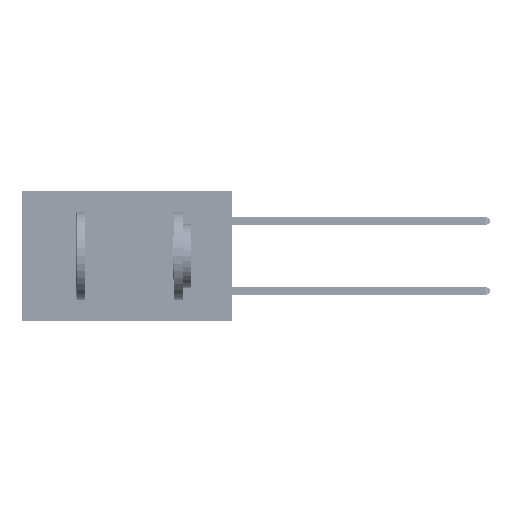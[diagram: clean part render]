
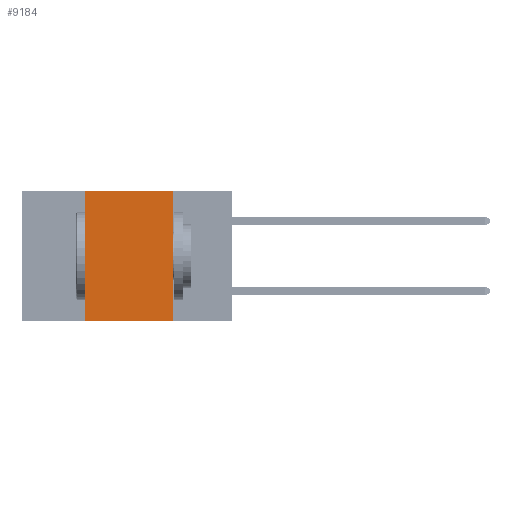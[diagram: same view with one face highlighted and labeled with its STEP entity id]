
A CAD part, left-side view. The second image highlights one B-rep face of the part: STEP entity #9184.
In plain terms, the highlighted planar face has unit normal (-1, 0, 0).
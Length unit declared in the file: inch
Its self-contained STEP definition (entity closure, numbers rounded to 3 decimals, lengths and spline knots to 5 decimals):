
#4005 = DIRECTION ( 'NONE',  ( 0., 0., -1. ) ) ;
#5411 = LINE ( 'NONE', #20407, #9044 ) ;
#6080 = VERTEX_POINT ( 'NONE', #17896 ) ;
#9044 = VECTOR ( 'NONE', #47193, 39.37008 ) ;
#9184 = ADVANCED_FACE ( 'NONE', ( #47993 ), #39473, .F. ) ;
#9432 = CARTESIAN_POINT ( 'NONE',  ( 0., 0.17, 0. ) ) ;
#12288 = DIRECTION ( 'NONE',  ( 0., 0., -1. ) ) ;
#13077 = DIRECTION ( 'NONE',  ( 0., -1., 0. ) ) ;
#13083 = EDGE_CURVE ( 'NONE', #6080, #49250, #32845, .T. ) ;
#15427 = AXIS2_PLACEMENT_3D ( 'NONE', #27564, #31909, #12288 ) ;
#15782 = VECTOR ( 'NONE', #4005, 39.37008 ) ;
#16947 = EDGE_CURVE ( 'NONE', #24815, #6080, #5411, .T. ) ;
#17896 = CARTESIAN_POINT ( 'NONE',  ( 0., 0.42, 0. ) ) ;
#19301 = EDGE_CURVE ( 'NONE', #49250, #45720, #48172, .T. ) ;
#20407 = CARTESIAN_POINT ( 'NONE',  ( 0., 0.42, 0. ) ) ;
#24815 = VERTEX_POINT ( 'NONE', #46498 ) ;
#27564 = CARTESIAN_POINT ( 'NONE',  ( 0., 0.6, 0. ) ) ;
#29193 = CARTESIAN_POINT ( 'NONE',  ( 0., 0.6, -0.37 ) ) ;
#29316 = EDGE_LOOP ( 'NONE', ( #38198, #41291, #48318, #44074 ) ) ;
#31406 = CARTESIAN_POINT ( 'NONE',  ( 0., 0.17, 0. ) ) ;
#31909 = DIRECTION ( 'NONE',  ( 1., 0., 0. ) ) ;
#32845 = LINE ( 'NONE', #35329, #36467 ) ;
#35329 = CARTESIAN_POINT ( 'NONE',  ( 0., 0.6, 0. ) ) ;
#36002 = DIRECTION ( 'NONE',  ( 0., -1., 0. ) ) ;
#36172 = VECTOR ( 'NONE', #13077, 39.37008 ) ;
#36467 = VECTOR ( 'NONE', #36002, 39.37008 ) ;
#37355 = LINE ( 'NONE', #29193, #36172 ) ;
#38198 = ORIENTED_EDGE ( 'NONE', *, *, #19301, .F. ) ;
#39473 = PLANE ( 'NONE',  #15427 ) ;
#39740 = CARTESIAN_POINT ( 'NONE',  ( 0., 0.17, -0.37 ) ) ;
#41291 = ORIENTED_EDGE ( 'NONE', *, *, #13083, .F. ) ;
#41897 = EDGE_CURVE ( 'NONE', #24815, #45720, #37355, .T. ) ;
#44074 = ORIENTED_EDGE ( 'NONE', *, *, #41897, .T. ) ;
#45720 = VERTEX_POINT ( 'NONE', #39740 ) ;
#46498 = CARTESIAN_POINT ( 'NONE',  ( 0., 0.42, -0.37 ) ) ;
#47193 = DIRECTION ( 'NONE',  ( 0., 0., 1. ) ) ;
#47993 = FACE_OUTER_BOUND ( 'NONE', #29316, .T. ) ;
#48172 = LINE ( 'NONE', #31406, #15782 ) ;
#48318 = ORIENTED_EDGE ( 'NONE', *, *, #16947, .F. ) ;
#49250 = VERTEX_POINT ( 'NONE', #9432 ) ;
